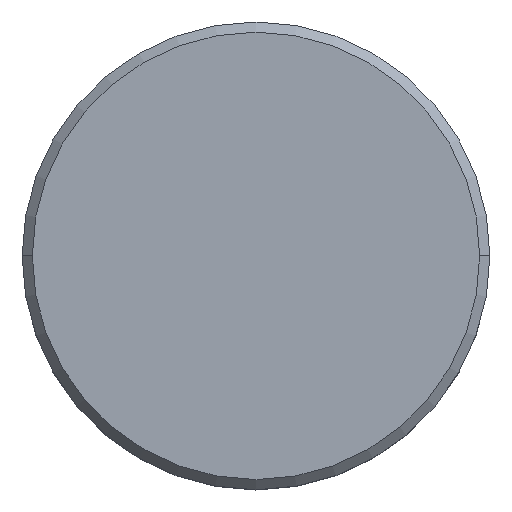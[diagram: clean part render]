
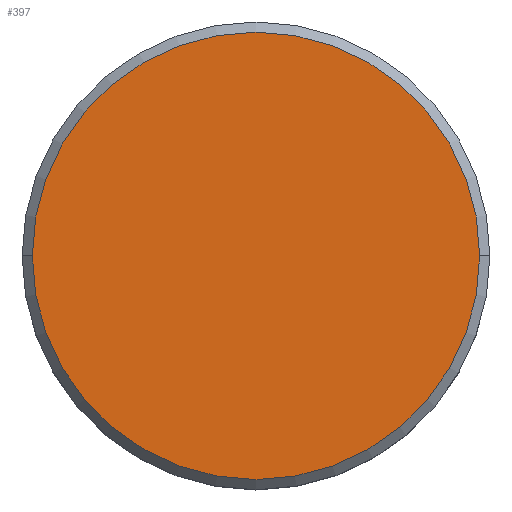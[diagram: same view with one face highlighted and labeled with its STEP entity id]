
A CAD part, top view. The second image highlights one B-rep face of the part: STEP entity #397.
In plain terms, the highlighted planar face has unit normal (0, 0, 1).
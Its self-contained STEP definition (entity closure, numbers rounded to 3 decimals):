
#65 = CIRCLE ( 'NONE', #129, 11. ) ;
#126 = DIRECTION ( 'NONE',  ( 0., 0., 1. ) ) ;
#129 = AXIS2_PLACEMENT_3D ( 'NONE', #162, #349, #536 ) ;
#148 = EDGE_CURVE ( 'NONE', #338, #408, #65, .T. ) ;
#162 = CARTESIAN_POINT ( 'NONE',  ( 0., 0., 0. ) ) ;
#181 = DIRECTION ( 'NONE',  ( 1., 0., 0. ) ) ;
#191 = AXIS2_PLACEMENT_3D ( 'NONE', #333, #289, #519 ) ;
#252 = CARTESIAN_POINT ( 'NONE',  ( -11., 0., 0. ) ) ;
#256 = AXIS2_PLACEMENT_3D ( 'NONE', #592, #126, #181 ) ;
#289 = DIRECTION ( 'NONE',  ( 0., 0., 1. ) ) ;
#302 = CIRCLE ( 'NONE', #191, 11. ) ;
#333 = CARTESIAN_POINT ( 'NONE',  ( 0., 0., 0. ) ) ;
#336 = ORIENTED_EDGE ( 'NONE', *, *, #552, .T. ) ;
#338 = VERTEX_POINT ( 'NONE', #252 ) ;
#349 = DIRECTION ( 'NONE',  ( 0., 0., 1. ) ) ;
#363 = CARTESIAN_POINT ( 'NONE',  ( 11., 0., 0. ) ) ;
#397 = ADVANCED_FACE ( 'NONE', ( #399 ), #406, .T. ) ;
#399 = FACE_OUTER_BOUND ( 'NONE', #456, .T. ) ;
#406 = PLANE ( 'NONE',  #256 ) ;
#408 = VERTEX_POINT ( 'NONE', #363 ) ;
#456 = EDGE_LOOP ( 'NONE', ( #513, #336 ) ) ;
#513 = ORIENTED_EDGE ( 'NONE', *, *, #148, .T. ) ;
#519 = DIRECTION ( 'NONE',  ( 1., 0., 0. ) ) ;
#536 = DIRECTION ( 'NONE',  ( 1., 0., 0. ) ) ;
#552 = EDGE_CURVE ( 'NONE', #408, #338, #302, .T. ) ;
#592 = CARTESIAN_POINT ( 'NONE',  ( 0., 0., 0. ) ) ;
